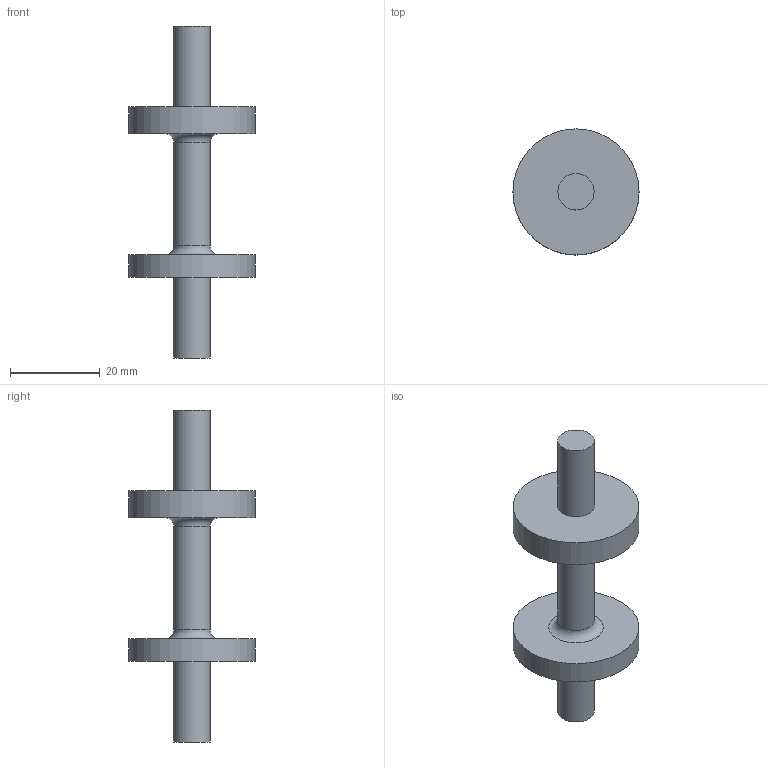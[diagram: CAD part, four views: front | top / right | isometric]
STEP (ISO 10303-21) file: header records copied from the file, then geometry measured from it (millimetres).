
FILE_DESCRIPTION(/* description */ ('STEP AP242','CAx-IF Rec.Pracs.---Representation and Presentation of Product Manufacturing Information (PMI)---4.0---2014-10-13','CAx-IF Rec.Pracs.---3D Tessellated Geometry---0.4---2014-09-14','2;1'),/* implementation_level */ '2;1');
FILE_NAME(/* name */ '67646c6d4adeaf7533214eaa',/* time_stamp */ '2024-12-19T18:56:46Z',/* author */ (''),/* organization */ (''),/* preprocessor_version */ 'ST-DEVELOPER v20',/* originating_system */ 'ONSHAPE BY PTC INC, 1.191',/* authorisation */ ' ');
FILE_SCHEMA (('AP242_MANAGED_MODEL_BASED_3D_ENGINEERING_MIM_LF { 1 0 10303 442 1 1 4 }'));
Length unit declared in the file: metre
Products named in the file (1): tige roulement
Bounding box: 28.1 x 28.1 x 74 mm (x, y, z)
Volume: 10116.6 mm3; surface area: 4911.7 mm2
Topology: 1 solids, 1 shells, 13 faces, 20 edges, 13 vertices
Faces by surface type: plane 6, cylinder 5, torus 2
Full cylindrical faces by diameter (mm): 8.1 x3, 28.1 x2
Entity records: 276 total; most frequent: DIRECTION 52, CARTESIAN_POINT 38, AXIS2_PLACEMENT_3D 26, ORIENTED_EDGE 24, EDGE_LOOP 24, FACE_BOUND 24, ADVANCED_FACE 13, EDGE_CURVE 12
